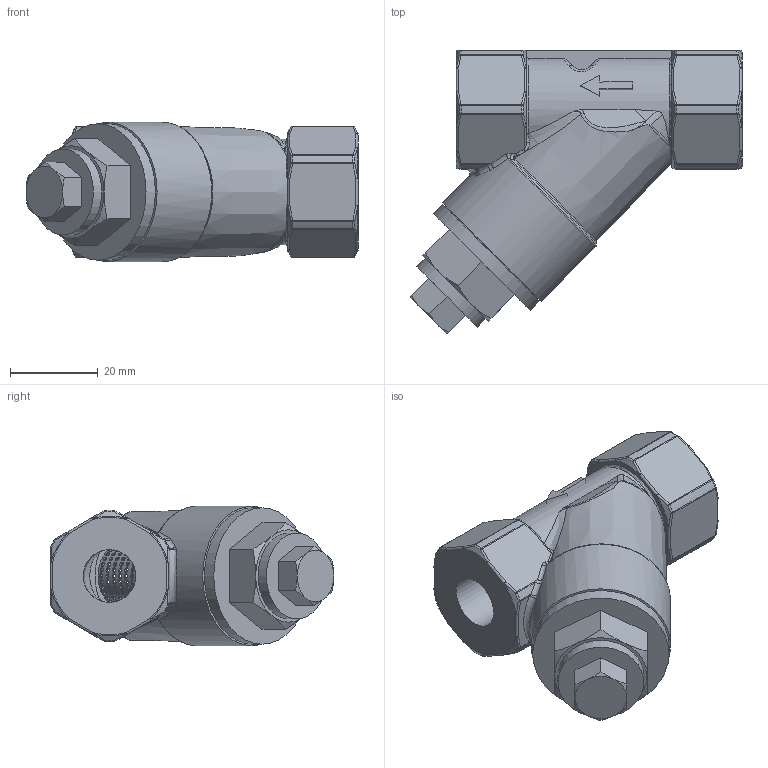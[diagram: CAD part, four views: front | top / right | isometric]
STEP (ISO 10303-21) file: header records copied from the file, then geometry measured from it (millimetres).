
FILE_DESCRIPTION(/* description */ ('Unknown'),/* implementation_level */ '2;1');
FILE_NAME(/* name */ 'YS-800-DN8',/* time_stamp */ '2021-12-07T10:35:12+08:00',/* author */ ('Unknown'),/* organization */ ('Unknown'),/* preprocessor_version */ 'ST-DEVELOPER v16.7',/* originating_system */ 'DEX',/* authorisation */ $);
FILE_SCHEMA (('AUTOMOTIVE_DESIGN {1 0 10303 214 3 1 1}'));
Length unit declared in the file: millimetre
Products named in the file (2): YS-800-DN8; YS-800 Y-Strainers - Thread End - PN40 - DN8
Assembly tree (1 placements, depth 2):
  YS-800-DN8
    YS-800 Y-Strainers - Thread End - PN40 - DN8
Bounding box: 75.49 x 64.49 x 31.7 mm (x, y, z)
Volume: 47761.3 mm3; surface area: 19997.6 mm2
Topology: 2 solids, 2 shells, 736 faces, 2248 edges, 1461 vertices
Faces by surface type: cylinder 405, bspline 95, sphere 89, plane 58, torus 51, cone 38
Full cylindrical faces by diameter (mm): 1 x320, 10 x1, 12 x2, 13.2 x1, 14 x1, 19.5 x1, 20 x1, 29.7 x1, 31 x1, 31.7 x1
Entity records: 28667 total; most frequent: CARTESIAN_POINT 13008, ORIENTED_EDGE 3040, DIRECTION 2314, EDGE_LOOP 1717, FACE_BOUND 1717, EDGE_CURVE 1520, VERTEX_POINT 1127, AXIS2_PLACEMENT_3D 1077
